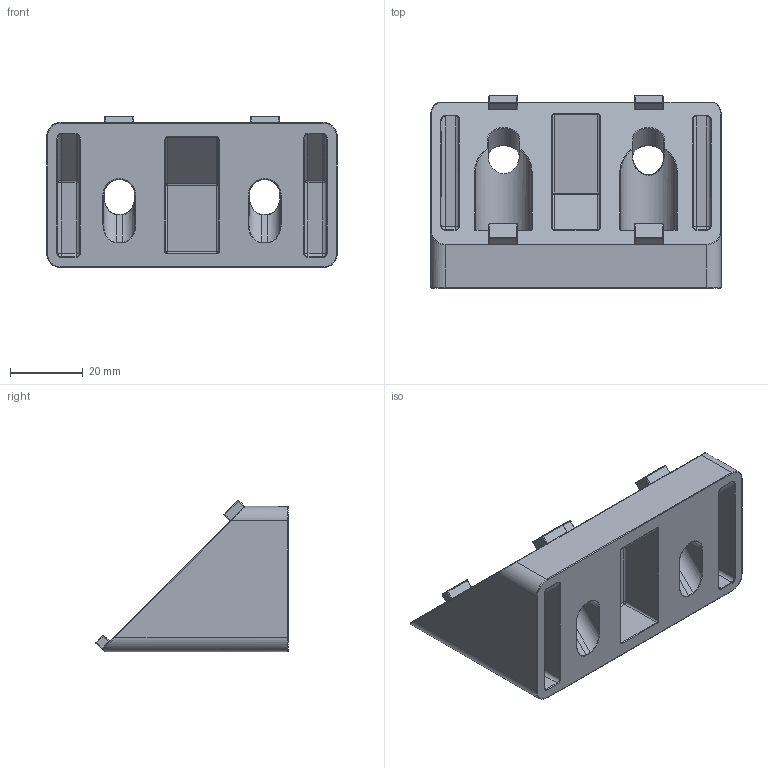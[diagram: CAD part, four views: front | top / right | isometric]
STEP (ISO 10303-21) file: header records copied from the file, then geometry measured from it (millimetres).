
FILE_DESCRIPTION(/* description */ (''),/* implementation_level */ '2;1');
FILE_NAME(/* name */ '308045.stp',/* time_stamp */ '2018-06-23T10:39:24+02:00',/* author */ ('Turek'),/* organization */ ('Alutec K&K'),/* preprocessor_version */ 'ST-DEVELOPER v16.1',/* originating_system */ 'Autodesk Inventor 2016',/* authorisation */ '');
FILE_SCHEMA (('AUTOMOTIVE_DESIGN { 1 0 10303 214 3 1 1 }'));
Length unit declared in the file: millimetre
Products named in the file (1): 308045
Bounding box: 80 x 52.98 x 41.68 mm (x, y, z)
Volume: 64458.4 mm3; surface area: 23660.4 mm2
Topology: 1 solids, 1 shells, 397 faces, 899 edges, 500 vertices
Faces by surface type: cylinder 183, plane 77, bspline 55, sphere 44, torus 36, cone 2
Entity records: 12556 total; most frequent: CARTESIAN_POINT 3708, DIRECTION 1964, ORIENTED_EDGE 1782, EDGE_CURVE 891, AXIS2_PLACEMENT_3D 791, VERTEX_POINT 500, EDGE_LOOP 409, FACE_OUTER_BOUND 397
